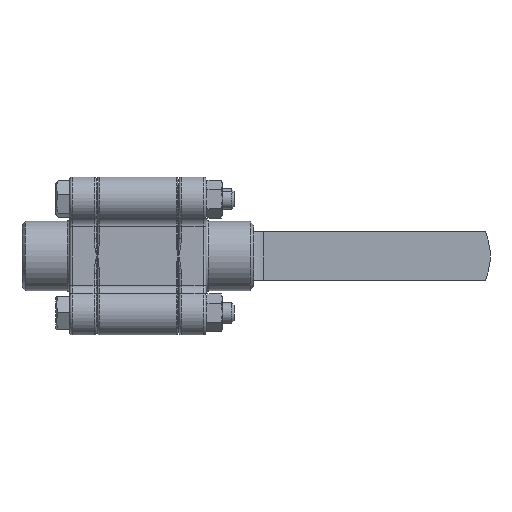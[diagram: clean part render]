
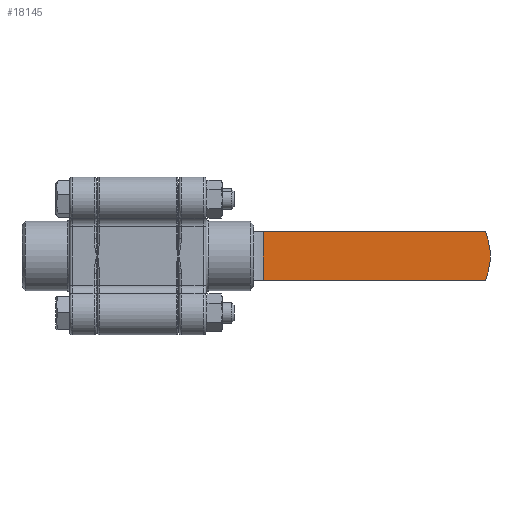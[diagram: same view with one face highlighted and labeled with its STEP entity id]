
A CAD part, front view. The second image highlights one B-rep face of the part: STEP entity #18145.
In plain terms, the highlighted planar face has unit normal (0, -1, 0).
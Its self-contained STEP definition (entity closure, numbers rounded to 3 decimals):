
#13137 = CARTESIAN_POINT ( 'NONE',  ( 48.814, 26.5, 9.5 ) ) ;
#13215 = CARTESIAN_POINT ( 'NONE',  ( 135.125, 26.5, 9.5 ) ) ;
#13217 = DIRECTION ( 'NONE',  ( 1., 0., 0. ) ) ;
#13218 = VECTOR ( 'NONE', #13217, 1000. ) ;
#13219 = CARTESIAN_POINT ( 'NONE',  ( 48.814, 26.5, 9.5 ) ) ;
#13220 = LINE ( 'NONE', #13219, #13218 ) ;
#13260 = CARTESIAN_POINT ( 'NONE',  ( 48.814, 26.5, -9.5 ) ) ;
#13335 = DIRECTION ( 'NONE',  ( 1., 0., 0. ) ) ;
#13336 = VECTOR ( 'NONE', #13335, 1000. ) ;
#13337 = CARTESIAN_POINT ( 'NONE',  ( 48.814, 26.5, -9.5 ) ) ;
#13338 = LINE ( 'NONE', #13337, #13336 ) ;
#13339 = CARTESIAN_POINT ( 'NONE',  ( 135.125, 26.5, -9.5 ) ) ;
#13418 = LINE ( 'NONE', #13487, #13486 ) ;
#13419 = DIRECTION ( 'NONE',  ( -1., 0., 0. ) ) ;
#13420 = DIRECTION ( 'NONE',  ( 0., 1., 0. ) ) ;
#13421 = CARTESIAN_POINT ( 'NONE',  ( 112., 26.5, 0. ) ) ;
#13422 = AXIS2_PLACEMENT_3D ( 'NONE', #13421, #13420, #13419 ) ;
#13423 = CIRCLE ( 'NONE', #13422, 25. ) ;
#13485 = DIRECTION ( 'NONE',  ( 0., 0., -1. ) ) ;
#13486 = VECTOR ( 'NONE', #13485, 1000. ) ;
#13487 = CARTESIAN_POINT ( 'NONE',  ( 48.814, 26.5, 9.5 ) ) ;
#13550 = DIRECTION ( 'NONE',  ( 0., 1., 0. ) ) ;
#13551 = AXIS2_PLACEMENT_3D ( 'NONE', #13553, #13550, #13612 ) ;
#13553 = CARTESIAN_POINT ( 'NONE',  ( 48.814, 26.5, 9.5 ) ) ;
#13554 = PLANE ( 'NONE',  #13551 ) ;
#13555 = FACE_OUTER_BOUND ( 'NONE', #18146, .T. ) ;
#13612 = DIRECTION ( 'NONE',  ( -1., 0., 0. ) ) ;
#17903 = VERTEX_POINT ( 'NONE', #13137 ) ;
#17964 = EDGE_CURVE ( 'NONE', #17903, #17965, #13220, .T. ) ;
#17965 = VERTEX_POINT ( 'NONE', #13215 ) ;
#17979 = VERTEX_POINT ( 'NONE', #13260 ) ;
#18008 = VERTEX_POINT ( 'NONE', #13339 ) ;
#18010 = EDGE_CURVE ( 'NONE', #17979, #18008, #13338, .T. ) ;
#18067 = ORIENTED_EDGE ( 'NONE', *, *, #18068, .F. ) ;
#18068 = EDGE_CURVE ( 'NONE', #17965, #18008, #13423, .T. ) ;
#18069 = ORIENTED_EDGE ( 'NONE', *, *, #17964, .F. ) ;
#18070 = ORIENTED_EDGE ( 'NONE', *, *, #18071, .T. ) ;
#18071 = EDGE_CURVE ( 'NONE', #17903, #17979, #13418, .T. ) ;
#18127 = ORIENTED_EDGE ( 'NONE', *, *, #18010, .T. ) ;
#18145 = ADVANCED_FACE ( 'NONE', ( #13555 ), #13554, .F. ) ;
#18146 = EDGE_LOOP ( 'NONE', ( #18067, #18069, #18070, #18127 ) ) ;
